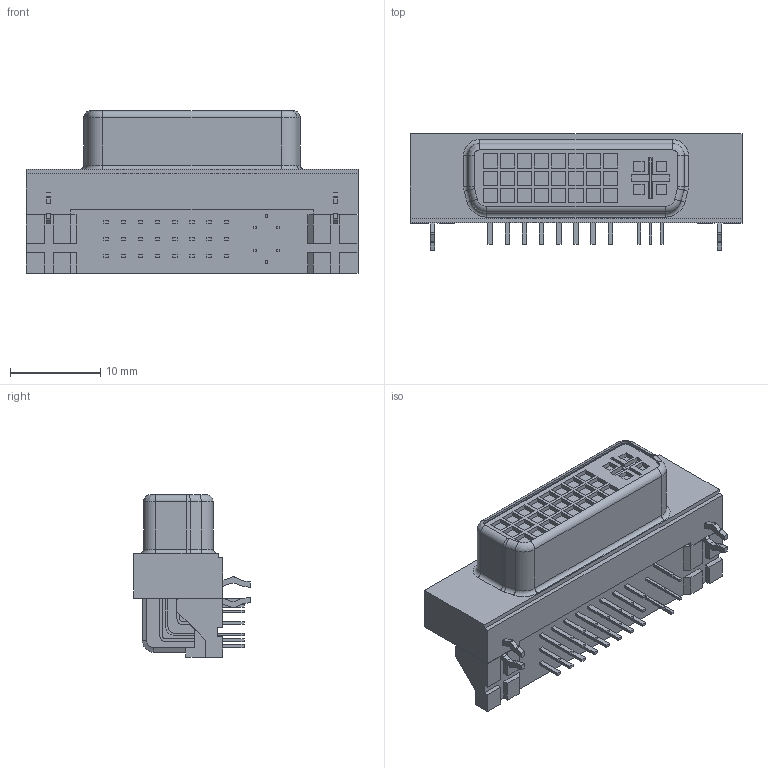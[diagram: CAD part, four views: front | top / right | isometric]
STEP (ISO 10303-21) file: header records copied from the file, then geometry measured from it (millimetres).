
FILE_DESCRIPTION((''),'2;1');
FILE_NAME('743209010','2017-12-27T',('ksrinivasara'),(''),'PRO/ENGINEER BY PARAMETRIC TECHNOLOGY CORPORATION, 2012310','PRO/ENGINEER BY PARAMETRIC TECHNOLOGY CORPORATION, 2012310','');
FILE_SCHEMA(('CONFIG_CONTROL_DESIGN'));
Length unit declared in the file: millimetre
Products named in the file (1): 743209010
Bounding box: 36.83 x 12.96 x 18.03 mm (x, y, z)
Volume: 3376.2 mm3; surface area: 3838.5 mm2
Topology: 1 solids, 1 shells, 791 faces, 2186 edges, 1456 vertices
Faces by surface type: plane 637, cylinder 126, torus 14, bspline 10, cone 4
Entity records: 25092 total; most frequent: CARTESIAN_POINT 4508, ORIENTED_EDGE 4220, DIRECTION 4088, EDGE_CURVE 2110, VECTOR 1848, LINE 1848, VERTEX_POINT 1380, AXIS2_PLACEMENT_3D 1120
